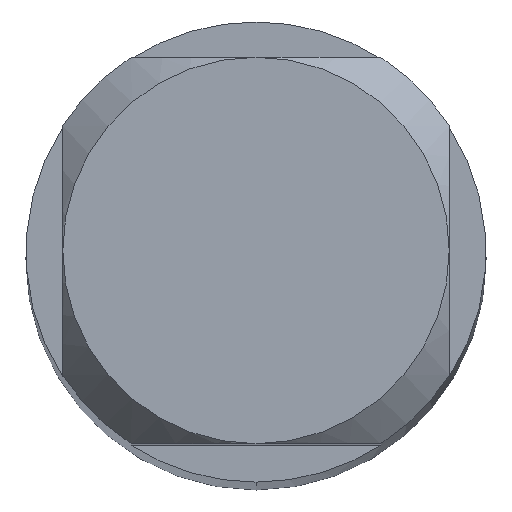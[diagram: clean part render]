
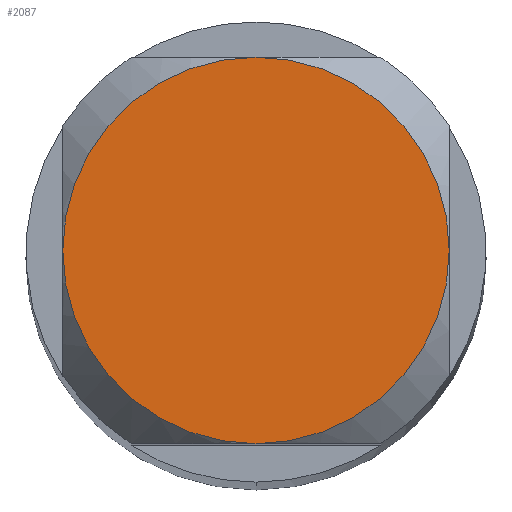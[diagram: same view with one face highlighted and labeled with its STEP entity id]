
A CAD part, top view. The second image highlights one B-rep face of the part: STEP entity #2087.
In plain terms, the highlighted planar face has unit normal (0, 0, 1).
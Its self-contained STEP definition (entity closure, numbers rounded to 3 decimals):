
#2011=VERTEX_POINT('',#5670);
#2087=ADVANCED_FACE('',(#5750),#5751,.T.);
#2735=EDGE_CURVE('',#2011,#2891,#6457,.T.);
#2891=VERTEX_POINT('',#6621);
#3215=EDGE_CURVE('',#4779,#3815,#6972,.T.);
#3353=EDGE_CURVE('',#3815,#2011,#7123,.T.);
#3815=VERTEX_POINT('',#7631);
#4779=VERTEX_POINT('',#8695);
#5253=EDGE_CURVE('',#2891,#4779,#9209,.T.);
#5670=CARTESIAN_POINT('',(1.05,0.0,0.0));
#5750=FACE_OUTER_BOUND('',#10067,.T.);
#5751=PLANE('',#10068);
#6457=CIRCLE('',#11642,1.05);
#6621=CARTESIAN_POINT('',(0.0,-1.05,0.0));
#6972=CIRCLE('',#12741,1.05);
#7123=CIRCLE('',#13111,1.05);
#7631=CARTESIAN_POINT('',(0.0,1.05,0.0));
#8695=CARTESIAN_POINT('',(-1.05,0.0,0.0));
#9209=CIRCLE('',#17744,1.05);
#10067=EDGE_LOOP('',(#18508,#18509,#18510,#18511));
#10068=AXIS2_PLACEMENT_3D('',#18512,#18513,#18514);
#11642=AXIS2_PLACEMENT_3D('',#19273,#19274,#19275);
#12741=AXIS2_PLACEMENT_3D('',#19765,#19766,#19767);
#13111=AXIS2_PLACEMENT_3D('',#19919,#19920,#19921);
#17744=AXIS2_PLACEMENT_3D('',#22534,#22535,#22536);
#18508=ORIENTED_EDGE('',*,*,#3353,.F.);
#18509=ORIENTED_EDGE('',*,*,#3215,.F.);
#18510=ORIENTED_EDGE('',*,*,#5253,.F.);
#18511=ORIENTED_EDGE('',*,*,#2735,.F.);
#18512=CARTESIAN_POINT('',(0.0,0.525,0.0));
#18513=DIRECTION('',(-0.0,0.0,1.0));
#18514=DIRECTION('',(0.0,-1.0,0.0));
#19273=CARTESIAN_POINT('',(0.0,0.0,0.0));
#19274=DIRECTION('',(0.0,0.0,-1.0));
#19275=DIRECTION('',(0.0,1.0,0.0));
#19765=CARTESIAN_POINT('',(0.0,0.0,0.0));
#19766=DIRECTION('',(0.0,0.0,-1.0));
#19767=DIRECTION('',(0.0,1.0,0.0));
#19919=CARTESIAN_POINT('',(0.0,0.0,0.0));
#19920=DIRECTION('',(0.0,0.0,-1.0));
#19921=DIRECTION('',(0.0,1.0,0.0));
#22534=CARTESIAN_POINT('',(0.0,0.0,0.0));
#22535=DIRECTION('',(0.0,0.0,-1.0));
#22536=DIRECTION('',(0.0,1.0,0.0));
